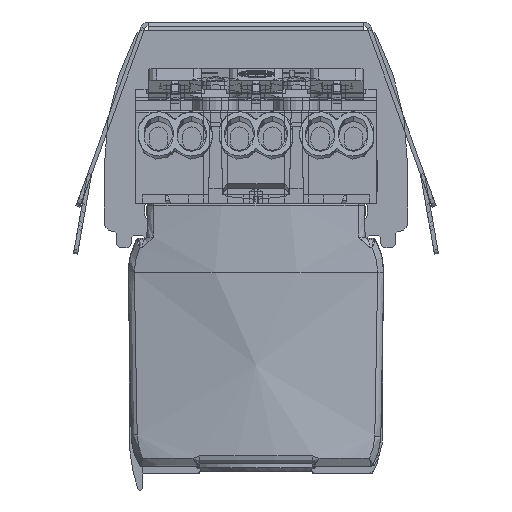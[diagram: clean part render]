
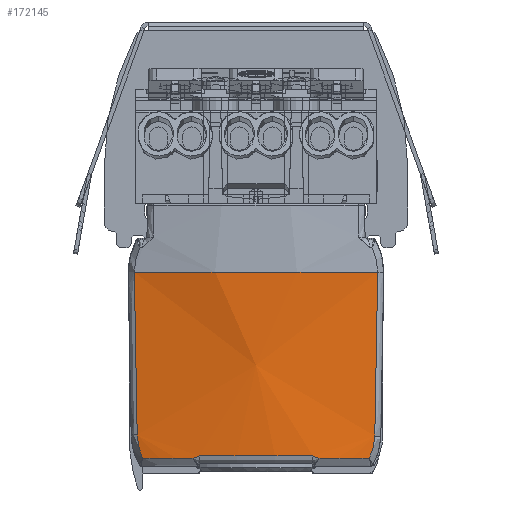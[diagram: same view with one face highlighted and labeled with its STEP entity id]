
A CAD part, front view. The second image highlights one B-rep face of the part: STEP entity #172145.
In plain terms, the highlighted conical face has half-angle 1 degrees and reference radius 59 mm.
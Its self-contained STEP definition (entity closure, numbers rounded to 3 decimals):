
#1040=CONICAL_SURFACE('',#185163,59.,0.017);
#2290=B_SPLINE_CURVE_WITH_KNOTS('',3,(#312157,#312158,#312159,#312160),
 .UNSPECIFIED.,.F.,.F.,(4,4),(0.,1.),.UNSPECIFIED.);
#2291=B_SPLINE_CURVE_WITH_KNOTS('',3,(#312162,#312163,#312164,#312165,#312166,
#312167,#312168,#312169,#312170,#312171,#312172,#312173,#312174),
 .UNSPECIFIED.,.F.,.F.,(4,3,3,3,4),(0.,0.251,
0.5,0.75,1.),.UNSPECIFIED.);
#2292=B_SPLINE_CURVE_WITH_KNOTS('',3,(#312178,#312179,#312180,#312181,#312182,
#312183,#312184,#312185,#312186,#312187),.UNSPECIFIED.,.F.,.F.,(4,3,3,4),
(0.,0.5,0.974,1.),
 .UNSPECIFIED.);
#2293=B_SPLINE_CURVE_WITH_KNOTS('',3,(#312191,#312192,#312193,#312194,#312195,
#312196,#312197),.UNSPECIFIED.,.F.,.F.,(4,3,4),(0.,0.5,1.),
 .UNSPECIFIED.);
#2294=B_SPLINE_CURVE_WITH_KNOTS('',3,(#312201,#312202,#312203,#312204,#312205,
#312206,#312207,#312208,#312209,#312210,#312211,#312212,#312213),
 .UNSPECIFIED.,.F.,.F.,(4,3,3,3,4),(0.,0.254,0.5,0.76,
1.),.UNSPECIFIED.);
#2295=B_SPLINE_CURVE_WITH_KNOTS('',3,(#312214,#312215,#312216,#312217),
 .UNSPECIFIED.,.F.,.F.,(4,4),(0.,1.),.UNSPECIFIED.);
#10298=CIRCLE('',#185143,59.);
#10306=CIRCLE('',#185164,58.598);
#10307=CIRCLE('',#185165,58.603);
#10308=CIRCLE('',#185166,58.598);
#17284=FACE_OUTER_BOUND('',#26554,.T.);
#26554=EDGE_LOOP('',(#139134,#139135,#139136,#139137,#139138,#139139,#139140,
#139141,#139142,#139143));
#76992=VERTEX_POINT('',#311751);
#76993=VERTEX_POINT('',#311780);
#77025=VERTEX_POINT('',#312156);
#77026=VERTEX_POINT('',#312161);
#77027=VERTEX_POINT('',#312175);
#77028=VERTEX_POINT('',#312177);
#77029=VERTEX_POINT('',#312188);
#77030=VERTEX_POINT('',#312190);
#77031=VERTEX_POINT('',#312198);
#77032=VERTEX_POINT('',#312200);
#98943=EDGE_CURVE('',#76993,#76992,#10298,.T.);
#98994=EDGE_CURVE('',#77025,#76992,#2290,.T.);
#98995=EDGE_CURVE('',#77026,#77025,#2291,.T.);
#98996=EDGE_CURVE('',#77027,#77026,#10306,.T.);
#98997=EDGE_CURVE('',#77028,#77027,#2292,.T.);
#98998=EDGE_CURVE('',#77029,#77028,#10307,.T.);
#98999=EDGE_CURVE('',#77030,#77029,#2293,.T.);
#99000=EDGE_CURVE('',#77031,#77030,#10308,.T.);
#99001=EDGE_CURVE('',#77032,#77031,#2294,.T.);
#99002=EDGE_CURVE('',#76993,#77032,#2295,.T.);
#139134=ORIENTED_EDGE('',*,*,#98994,.F.);
#139135=ORIENTED_EDGE('',*,*,#98995,.F.);
#139136=ORIENTED_EDGE('',*,*,#98996,.F.);
#139137=ORIENTED_EDGE('',*,*,#98997,.F.);
#139138=ORIENTED_EDGE('',*,*,#98998,.F.);
#139139=ORIENTED_EDGE('',*,*,#98999,.F.);
#139140=ORIENTED_EDGE('',*,*,#99000,.F.);
#139141=ORIENTED_EDGE('',*,*,#99001,.F.);
#139142=ORIENTED_EDGE('',*,*,#99002,.F.);
#139143=ORIENTED_EDGE('',*,*,#98943,.T.);
#172145=ADVANCED_FACE('',(#17284),#1040,.T.);
#185143=AXIS2_PLACEMENT_3D('',#311781,#218995,#218996);
#185163=AXIS2_PLACEMENT_3D('',#312155,#219069,#219070);
#185164=AXIS2_PLACEMENT_3D('',#312176,#219071,#219072);
#185165=AXIS2_PLACEMENT_3D('',#312189,#219073,#219074);
#185166=AXIS2_PLACEMENT_3D('',#312199,#219075,#219076);
#218995=DIRECTION('center_axis',(0.,0.,
-1.));
#218996=DIRECTION('ref_axis',(0.,-1.,0.));
#219069=DIRECTION('center_axis',(0.,0.,
1.));
#219070=DIRECTION('ref_axis',(1.,0.,0.));
#219071=DIRECTION('center_axis',(0.,0.,
-1.));
#219072=DIRECTION('ref_axis',(-0.239,-0.971,0.));
#219073=DIRECTION('center_axis',(0.,0.,
-1.));
#219074=DIRECTION('ref_axis',(0.,1.,0.));
#219075=DIRECTION('center_axis',(0.,0.,
-1.));
#219076=DIRECTION('ref_axis',(0.133,-0.991,0.));
#311751=CARTESIAN_POINT('',(-15.055,-1395.133,-8.55));
#311780=CARTESIAN_POINT('',(15.055,-1395.133,-8.55));
#311781=CARTESIAN_POINT('Origin',(0.,-1338.087,
-8.55));
#312155=CARTESIAN_POINT('Origin',(0.,-1338.087,
-8.55));
#312156=CARTESIAN_POINT('',(-14.699,-1394.863,-28.69));
#312157=CARTESIAN_POINT('Ctrl Pts',(-14.699,-1394.863,
-28.69));
#312158=CARTESIAN_POINT('Ctrl Pts',(-14.817,-1394.954,
-21.976));
#312159=CARTESIAN_POINT('Ctrl Pts',(-14.936,-1395.044,
-15.263));
#312160=CARTESIAN_POINT('Ctrl Pts',(-15.055,-1395.133,
-8.55));
#312161=CARTESIAN_POINT('',(-14.013,-1394.985,-31.567));
#312162=CARTESIAN_POINT('Ctrl Pts',(-14.013,-1394.985,
-31.567));
#312163=CARTESIAN_POINT('Ctrl Pts',(-14.123,-1394.962,
-31.341));
#312164=CARTESIAN_POINT('Ctrl Pts',(-14.219,-1394.942,
-31.11));
#312165=CARTESIAN_POINT('Ctrl Pts',(-14.302,-1394.925,
-30.875));
#312166=CARTESIAN_POINT('Ctrl Pts',(-14.386,-1394.908,
-30.641));
#312167=CARTESIAN_POINT('Ctrl Pts',(-14.456,-1394.895,
-30.403));
#312168=CARTESIAN_POINT('Ctrl Pts',(-14.513,-1394.884,
-30.161));
#312169=CARTESIAN_POINT('Ctrl Pts',(-14.571,-1394.874,
-29.919));
#312170=CARTESIAN_POINT('Ctrl Pts',(-14.615,-1394.867,
-29.676));
#312171=CARTESIAN_POINT('Ctrl Pts',(-14.646,-1394.864,
-29.43));
#312172=CARTESIAN_POINT('Ctrl Pts',(-14.677,-1394.86,
-29.185));
#312173=CARTESIAN_POINT('Ctrl Pts',(-14.695,-1394.86,
-28.938));
#312174=CARTESIAN_POINT('Ctrl Pts',(-14.699,-1394.863,
-28.69));
#312175=CARTESIAN_POINT('',(-7.788,-1396.165,-31.567));
#312176=CARTESIAN_POINT('Origin',(0.,-1338.087,
-31.567));
#312177=CARTESIAN_POINT('',(-7.02,-1396.268,-31.267));
#312178=CARTESIAN_POINT('Ctrl Pts',(-7.02,-1396.268,
-31.267));
#312179=CARTESIAN_POINT('Ctrl Pts',(-7.162,-1396.251,
-31.267));
#312180=CARTESIAN_POINT('Ctrl Pts',(-7.3,-1396.233,
-31.293));
#312181=CARTESIAN_POINT('Ctrl Pts',(-7.433,-1396.215,
-31.345));
#312182=CARTESIAN_POINT('Ctrl Pts',(-7.559,-1396.198,
-31.394));
#312183=CARTESIAN_POINT('Ctrl Pts',(-7.672,-1396.182,
-31.463));
#312184=CARTESIAN_POINT('Ctrl Pts',(-7.771,-1396.168,
-31.552));
#312185=CARTESIAN_POINT('Ctrl Pts',(-7.777,-1396.167,
-31.557));
#312186=CARTESIAN_POINT('Ctrl Pts',(-7.782,-1396.166,
-31.562));
#312187=CARTESIAN_POINT('Ctrl Pts',(-7.788,-1396.165,
-31.567));
#312188=CARTESIAN_POINT('',(7.02,-1396.268,-31.267));
#312189=CARTESIAN_POINT('Origin',(0.,-1338.087,
-31.267));
#312190=CARTESIAN_POINT('',(7.788,-1396.165,-31.567));
#312191=CARTESIAN_POINT('Ctrl Pts',(7.788,-1396.165,
-31.567));
#312192=CARTESIAN_POINT('Ctrl Pts',(7.684,-1396.181,
-31.471));
#312193=CARTESIAN_POINT('Ctrl Pts',(7.566,-1396.198,
-31.397));
#312194=CARTESIAN_POINT('Ctrl Pts',(7.433,-1396.215,
-31.345));
#312195=CARTESIAN_POINT('Ctrl Pts',(7.3,-1396.233,
-31.293));
#312196=CARTESIAN_POINT('Ctrl Pts',(7.163,-1396.251,
-31.267));
#312197=CARTESIAN_POINT('Ctrl Pts',(7.02,-1396.268,
-31.267));
#312198=CARTESIAN_POINT('',(14.015,-1394.984,-31.567));
#312199=CARTESIAN_POINT('Origin',(0.,-1338.087,
-31.567));
#312200=CARTESIAN_POINT('',(14.697,-1394.861,-28.82));
#312201=CARTESIAN_POINT('Ctrl Pts',(14.697,-1394.861,
-28.82));
#312202=CARTESIAN_POINT('Ctrl Pts',(14.688,-1394.859,
-29.061));
#312203=CARTESIAN_POINT('Ctrl Pts',(14.667,-1394.861,
-29.3));
#312204=CARTESIAN_POINT('Ctrl Pts',(14.633,-1394.865,-29.537));
#312205=CARTESIAN_POINT('Ctrl Pts',(14.6,-1394.869,
-29.767));
#312206=CARTESIAN_POINT('Ctrl Pts',(14.556,-1394.877,
-29.997));
#312207=CARTESIAN_POINT('Ctrl Pts',(14.499,-1394.887,-30.225));
#312208=CARTESIAN_POINT('Ctrl Pts',(14.439,-1394.898,
-30.466));
#312209=CARTESIAN_POINT('Ctrl Pts',(14.367,-1394.912,
-30.703));
#312210=CARTESIAN_POINT('Ctrl Pts',(14.282,-1394.929,
-30.935));
#312211=CARTESIAN_POINT('Ctrl Pts',(14.204,-1394.945,
-31.15));
#312212=CARTESIAN_POINT('Ctrl Pts',(14.114,-1394.963,
-31.36));
#312213=CARTESIAN_POINT('Ctrl Pts',(14.015,-1394.984,
-31.567));
#312214=CARTESIAN_POINT('Ctrl Pts',(15.055,-1395.133,
-8.55));
#312215=CARTESIAN_POINT('Ctrl Pts',(14.935,-1395.043,
-15.307));
#312216=CARTESIAN_POINT('Ctrl Pts',(14.816,-1394.952,
-22.063));
#312217=CARTESIAN_POINT('Ctrl Pts',(14.697,-1394.861,
-28.82));
